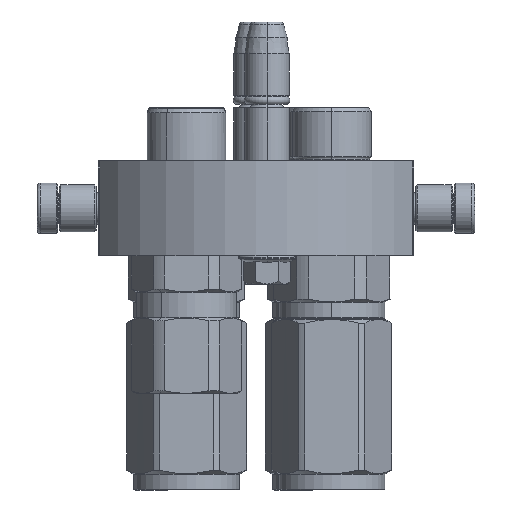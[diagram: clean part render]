
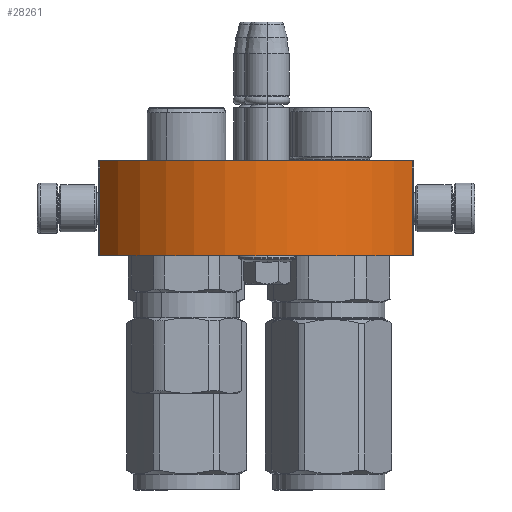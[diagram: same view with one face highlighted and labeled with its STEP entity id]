
A CAD part, left-side view. The second image highlights one B-rep face of the part: STEP entity #28261.
In plain terms, the highlighted cylindrical face has radius 57.25 mm (diameter 114.5 mm), a partial arc.
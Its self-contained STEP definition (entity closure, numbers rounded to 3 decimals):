
#111 = VECTOR ( 'NONE', #44307, 1000. ) ;
#3831 = CARTESIAN_POINT ( 'NONE',  ( 0., 0., 0. ) ) ;
#4232 = ORIENTED_EDGE ( 'NONE', *, *, #55544, .F. ) ;
#9633 = DIRECTION ( 'NONE',  ( 0., 1., 0. ) ) ;
#10113 = EDGE_CURVE ( 'NONE', #54910, #46812, #29218, .T. ) ;
#13093 = LINE ( 'NONE', #44496, #111 ) ;
#14013 = CARTESIAN_POINT ( 'NONE',  ( 0., 30., 0. ) ) ;
#14420 = CARTESIAN_POINT ( 'NONE',  ( 49.5, 30., -28.763 ) ) ;
#16171 = VECTOR ( 'NONE', #44627, 1000. ) ;
#18225 = ORIENTED_EDGE ( 'NONE', *, *, #10113, .T. ) ;
#19092 = EDGE_CURVE ( 'NONE', #42689, #46812, #46502, .T. ) ;
#20146 = DIRECTION ( 'NONE',  ( 1., 0., 0. ) ) ;
#20327 = DIRECTION ( 'NONE',  ( 0., -1., 0. ) ) ;
#21621 = CARTESIAN_POINT ( 'NONE',  ( -49.5, 0., -28.763 ) ) ;
#21897 = CARTESIAN_POINT ( 'NONE',  ( 49.5, 0., -28.763 ) ) ;
#28261 = ADVANCED_FACE ( 'NONE', ( #35429 ), #32069, .T. ) ;
#29218 = LINE ( 'NONE', #39647, #16171 ) ;
#32069 = CYLINDRICAL_SURFACE ( 'NONE', #46796, 57.25 ) ;
#35083 = DIRECTION ( 'NONE',  ( 0., 1., 0. ) ) ;
#35429 = FACE_OUTER_BOUND ( 'NONE', #55227, .T. ) ;
#36868 = AXIS2_PLACEMENT_3D ( 'NONE', #14013, #9633, #49323 ) ;
#37911 = CIRCLE ( 'NONE', #45109, 57.25 ) ;
#39647 = CARTESIAN_POINT ( 'NONE',  ( -49.5, 0., -28.763 ) ) ;
#42208 = CARTESIAN_POINT ( 'NONE',  ( 0., 0., 0. ) ) ;
#42579 = ORIENTED_EDGE ( 'NONE', *, *, #19092, .F. ) ;
#42689 = VERTEX_POINT ( 'NONE', #14420 ) ;
#44307 = DIRECTION ( 'NONE',  ( 0., 1., 0. ) ) ;
#44496 = CARTESIAN_POINT ( 'NONE',  ( 49.5, 0., -28.763 ) ) ;
#44627 = DIRECTION ( 'NONE',  ( 0., 1., 0. ) ) ;
#45109 = AXIS2_PLACEMENT_3D ( 'NONE', #3831, #35083, #47942 ) ;
#46188 = CARTESIAN_POINT ( 'NONE',  ( -49.5, 30., -28.763 ) ) ;
#46502 = CIRCLE ( 'NONE', #36868, 57.25 ) ;
#46796 = AXIS2_PLACEMENT_3D ( 'NONE', #42208, #20327, #20146 ) ;
#46812 = VERTEX_POINT ( 'NONE', #46188 ) ;
#47942 = DIRECTION ( 'NONE',  ( 0.865, 0., -0.502 ) ) ;
#49323 = DIRECTION ( 'NONE',  ( 0.865, 0., -0.502 ) ) ;
#54910 = VERTEX_POINT ( 'NONE', #21621 ) ;
#55227 = EDGE_LOOP ( 'NONE', ( #42579, #4232, #55622, #18225 ) ) ;
#55544 = EDGE_CURVE ( 'NONE', #56266, #42689, #13093, .T. ) ;
#55622 = ORIENTED_EDGE ( 'NONE', *, *, #56765, .T. ) ;
#56266 = VERTEX_POINT ( 'NONE', #21897 ) ;
#56765 = EDGE_CURVE ( 'NONE', #56266, #54910, #37911, .T. ) ;
